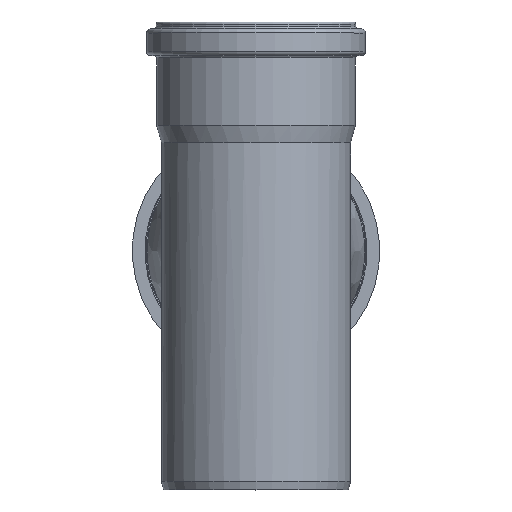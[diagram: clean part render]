
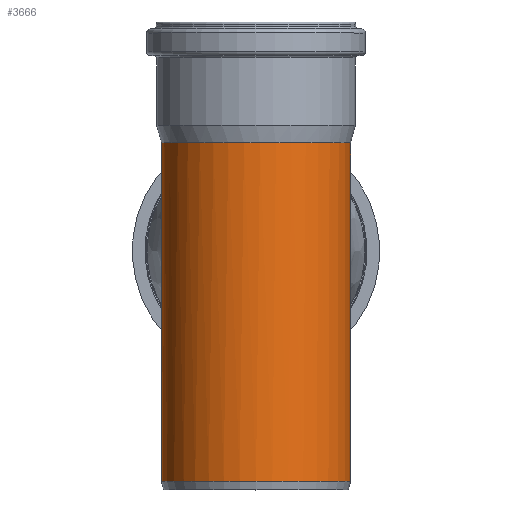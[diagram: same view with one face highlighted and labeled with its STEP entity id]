
A CAD part, top view. The second image highlights one B-rep face of the part: STEP entity #3666.
In plain terms, the highlighted cylindrical face has radius 45.1 mm (diameter 90.2 mm), a full revolution.
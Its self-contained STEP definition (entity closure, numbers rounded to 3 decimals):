
#622=B_SPLINE_CURVE_WITH_KNOTS('',3,(#5450,#5451,#5452,#5453,#5454,#5455),
 .UNSPECIFIED.,.F.,.F.,(4,1,1,4),(-32.748,-31.512,-30.688,
-29.863),.UNSPECIFIED.);
#628=B_SPLINE_CURVE_WITH_KNOTS('',3,(#5528,#5529,#5530,#5531),
 .UNSPECIFIED.,.F.,.F.,(4,4),(-31.725,-31.61),
 .UNSPECIFIED.);
#635=B_SPLINE_CURVE_WITH_KNOTS('',3,(#5622,#5623,#5624,#5625),
 .UNSPECIFIED.,.F.,.F.,(4,4),(-31.001,-30.887),
 .UNSPECIFIED.);
#639=B_SPLINE_CURVE_WITH_KNOTS('',3,(#5691,#5692,#5693,#5694,#5695,#5696,
#5697,#5698,#5699,#5700,#5701,#5702),.UNSPECIFIED.,.F.,.F.,(4,2,2,2,2,4),
(1.305,1.31,1.322,1.34,1.381,
1.508),.UNSPECIFIED.);
#641=B_SPLINE_CURVE_WITH_KNOTS('',3,(#5709,#5710,#5711,#5712,#5713,#5714,
#5715,#5716,#5717,#5718,#5719,#5720),.UNSPECIFIED.,.F.,.F.,(4,2,2,2,2,4),
(0.,0.038,0.051,0.057,0.06,
0.061),.UNSPECIFIED.);
#644=B_SPLINE_CURVE_WITH_KNOTS('',3,(#5847,#5848,#5849,#5850,#5851,#5852,
#5853,#5854,#5855,#5856,#5857,#5858,#5859,#5860,#5861,#5862,#5863,#5864,
#5865),.UNSPECIFIED.,.F.,.F.,(4,1,1,1,1,1,1,1,1,1,1,1,1,1,1,1,4),(-16.377,
-15.282,-14.188,-11.998,-10.539,
-10.174,-9.809,-9.444,-9.079,
-8.714,-8.349,-7.62,-6.525,
-5.43,-3.241,-2.146,-1.052),
 .UNSPECIFIED.);
#646=B_SPLINE_CURVE_WITH_KNOTS('',3,(#5976,#5977,#5978,#5979,#5980,#5981,
#5982,#5983,#5984,#5985,#5986,#5987,#5988,#5989,#5990,#5991,#5992,#5993,
#5994,#5995),.UNSPECIFIED.,.F.,.F.,(4,1,1,1,1,1,1,1,1,1,1,1,1,1,1,1,1,4),
(-15.889,-14.794,-13.699,-11.51,
-10.415,-9.32,-8.956,-8.591,
-8.226,-7.861,-7.496,-7.131,-6.401,
-5.672,-4.942,-2.752,-1.658,
-0.563),.UNSPECIFIED.);
#686=CYLINDRICAL_SURFACE('',#3901,45.1);
#869=FACE_BOUND('',#1172,.T.);
#935=FACE_OUTER_BOUND('',#1171,.T.);
#1171=EDGE_LOOP('',(#2617,#2618,#2619,#2620,#2621,#2622,#2623,#2624));
#1172=EDGE_LOOP('',(#2625));
#1419=CIRCLE('',#3881,45.1);
#1429=CIRCLE('',#3902,45.1);
#1615=VERTEX_POINT('',#5448);
#1616=VERTEX_POINT('',#5449);
#1621=VERTEX_POINT('',#5526);
#1622=VERTEX_POINT('',#5527);
#1628=VERTEX_POINT('',#5601);
#1629=VERTEX_POINT('',#5621);
#1631=VERTEX_POINT('',#5683);
#1632=VERTEX_POINT('',#5684);
#1647=VERTEX_POINT('',#6157);
#1997=EDGE_CURVE('',#1615,#1616,#622,.T.);
#2003=EDGE_CURVE('',#1621,#1622,#628,.T.);
#2010=EDGE_CURVE('',#1628,#1629,#635,.T.);
#2014=EDGE_CURVE('',#1628,#1632,#639,.T.);
#2016=EDGE_CURVE('',#1631,#1622,#641,.T.);
#2019=EDGE_CURVE('',#1629,#1615,#644,.T.);
#2021=EDGE_CURVE('',#1616,#1621,#646,.T.);
#2027=EDGE_CURVE('',#1632,#1631,#1419,.T.);
#2038=EDGE_CURVE('',#1647,#1647,#1429,.T.);
#2617=ORIENTED_EDGE('',*,*,#2014,.T.);
#2618=ORIENTED_EDGE('',*,*,#2027,.T.);
#2619=ORIENTED_EDGE('',*,*,#2016,.T.);
#2620=ORIENTED_EDGE('',*,*,#2003,.F.);
#2621=ORIENTED_EDGE('',*,*,#2021,.F.);
#2622=ORIENTED_EDGE('',*,*,#1997,.F.);
#2623=ORIENTED_EDGE('',*,*,#2019,.F.);
#2624=ORIENTED_EDGE('',*,*,#2010,.F.);
#2625=ORIENTED_EDGE('',*,*,#2038,.F.);
#3666=ADVANCED_FACE('',(#935,#869),#686,.T.);
#3881=AXIS2_PLACEMENT_3D('',#6045,#4314,#4315);
#3901=AXIS2_PLACEMENT_3D('',#6156,#4354,#4355);
#3902=AXIS2_PLACEMENT_3D('',#6158,#4356,#4357);
#4314=DIRECTION('center_axis',(0.,-1.,0.));
#4315=DIRECTION('ref_axis',(1.,0.,0.));
#4354=DIRECTION('center_axis',(0.,-1.,0.));
#4355=DIRECTION('ref_axis',(1.,0.,0.));
#4356=DIRECTION('center_axis',(0.,-1.,0.));
#4357=DIRECTION('ref_axis',(1.,0.,0.));
#5448=CARTESIAN_POINT('',(13.728,63.013,-42.96));
#5449=CARTESIAN_POINT('',(-13.728,63.013,-42.96));
#5450=CARTESIAN_POINT('Ctrl Pts',(13.728,63.013,-42.96));
#5451=CARTESIAN_POINT('Ctrl Pts',(10.013,61.968,-44.147));
#5452=CARTESIAN_POINT('Ctrl Pts',(3.387,60.885,-45.36));
#5453=CARTESIAN_POINT('Ctrl Pts',(-6.074,61.269,-44.93));
#5454=CARTESIAN_POINT('Ctrl Pts',(-11.251,62.316,-43.751));
#5455=CARTESIAN_POINT('Ctrl Pts',(-13.728,63.013,-42.96));
#5526=CARTESIAN_POINT('',(-13.728,164.987,-42.96));
#5527=CARTESIAN_POINT('',(-12.689,165.268,-43.278));
#5528=CARTESIAN_POINT('Ctrl Pts',(-13.728,164.987,-42.96));
#5529=CARTESIAN_POINT('Ctrl Pts',(-13.384,165.084,-43.07));
#5530=CARTESIAN_POINT('Ctrl Pts',(-13.038,165.178,-43.176));
#5531=CARTESIAN_POINT('Ctrl Pts',(-12.689,165.268,-43.278));
#5601=CARTESIAN_POINT('',(12.689,165.268,-43.278));
#5621=CARTESIAN_POINT('',(13.728,164.987,-42.96));
#5622=CARTESIAN_POINT('Ctrl Pts',(12.689,165.268,-43.278));
#5623=CARTESIAN_POINT('Ctrl Pts',(13.038,165.178,-43.176));
#5624=CARTESIAN_POINT('Ctrl Pts',(13.384,165.084,-43.07));
#5625=CARTESIAN_POINT('Ctrl Pts',(13.728,164.987,-42.96));
#5683=CARTESIAN_POINT('',(-13.209,165.392,-43.122));
#5684=CARTESIAN_POINT('',(13.209,165.392,-43.122));
#5691=CARTESIAN_POINT('Ctrl Pts',(12.689,165.268,-43.278));
#5692=CARTESIAN_POINT('Ctrl Pts',(12.69,165.272,-43.278));
#5693=CARTESIAN_POINT('Ctrl Pts',(12.692,165.276,-43.277));
#5694=CARTESIAN_POINT('Ctrl Pts',(12.697,165.288,-43.276));
#5695=CARTESIAN_POINT('Ctrl Pts',(12.703,165.296,-43.274));
#5696=CARTESIAN_POINT('Ctrl Pts',(12.719,165.313,-43.269));
#5697=CARTESIAN_POINT('Ctrl Pts',(12.731,165.321,-43.266));
#5698=CARTESIAN_POINT('Ctrl Pts',(12.771,165.343,-43.254));
#5699=CARTESIAN_POINT('Ctrl Pts',(12.805,165.353,-43.244));
#5700=CARTESIAN_POINT('Ctrl Pts',(12.944,165.386,-43.203));
#5701=CARTESIAN_POINT('Ctrl Pts',(13.088,165.392,-43.159));
#5702=CARTESIAN_POINT('Ctrl Pts',(13.209,165.392,-43.122));
#5709=CARTESIAN_POINT('Ctrl Pts',(-13.209,165.392,-43.122));
#5710=CARTESIAN_POINT('Ctrl Pts',(-13.088,165.392,-43.159));
#5711=CARTESIAN_POINT('Ctrl Pts',(-12.945,165.386,-43.202));
#5712=CARTESIAN_POINT('Ctrl Pts',(-12.802,165.353,-43.245));
#5713=CARTESIAN_POINT('Ctrl Pts',(-12.765,165.341,-43.256));
#5714=CARTESIAN_POINT('Ctrl Pts',(-12.724,165.316,-43.268));
#5715=CARTESIAN_POINT('Ctrl Pts',(-12.712,165.307,-43.271));
#5716=CARTESIAN_POINT('Ctrl Pts',(-12.698,165.289,-43.276));
#5717=CARTESIAN_POINT('Ctrl Pts',(-12.693,165.281,-43.277));
#5718=CARTESIAN_POINT('Ctrl Pts',(-12.69,165.27,-43.278));
#5719=CARTESIAN_POINT('Ctrl Pts',(-12.69,165.269,-43.278));
#5720=CARTESIAN_POINT('Ctrl Pts',(-12.689,165.268,-43.278));
#5847=CARTESIAN_POINT('Ctrl Pts',(13.728,164.987,-42.96));
#5848=CARTESIAN_POINT('Ctrl Pts',(16.97,163.882,-41.924));
#5849=CARTESIAN_POINT('Ctrl Pts',(22.988,160.962,-39.192));
#5850=CARTESIAN_POINT('Ctrl Pts',(32.774,153.157,-31.939));
#5851=CARTESIAN_POINT('Ctrl Pts',(39.835,142.722,-22.394));
#5852=CARTESIAN_POINT('Ctrl Pts',(43.009,132.927,-14.007));
#5853=CARTESIAN_POINT('Ctrl Pts',(44.057,127.18,-9.719));
#5854=CARTESIAN_POINT('Ctrl Pts',(44.45,124.188,-7.714));
#5855=CARTESIAN_POINT('Ctrl Pts',(44.718,121.032,-5.931));
#5856=CARTESIAN_POINT('Ctrl Pts',(44.871,117.644,-4.58));
#5857=CARTESIAN_POINT('Ctrl Pts',(44.919,114.003,-4.021));
#5858=CARTESIAN_POINT('Ctrl Pts',(44.854,109.134,-4.771));
#5859=CARTESIAN_POINT('Ctrl Pts',(44.445,102.659,-8.207));
#5860=CARTESIAN_POINT('Ctrl Pts',(43.06,95.07,-14.026));
#5861=CARTESIAN_POINT('Ctrl Pts',(39.292,84.467,-23.118));
#5862=CARTESIAN_POINT('Ctrl Pts',(32.774,74.846,-31.946));
#5863=CARTESIAN_POINT('Ctrl Pts',(22.987,67.036,-39.19));
#5864=CARTESIAN_POINT('Ctrl Pts',(16.969,64.118,-41.924));
#5865=CARTESIAN_POINT('Ctrl Pts',(13.728,63.013,-42.96));
#5976=CARTESIAN_POINT('Ctrl Pts',(-13.728,63.013,-42.96));
#5977=CARTESIAN_POINT('Ctrl Pts',(-16.969,64.118,-41.924));
#5978=CARTESIAN_POINT('Ctrl Pts',(-22.987,67.036,-39.188));
#5979=CARTESIAN_POINT('Ctrl Pts',(-32.774,74.844,-31.949));
#5980=CARTESIAN_POINT('Ctrl Pts',(-39.292,84.471,-23.11));
#5981=CARTESIAN_POINT('Ctrl Pts',(-43.06,95.065,-14.034));
#5982=CARTESIAN_POINT('Ctrl Pts',(-44.272,101.718,-8.916));
#5983=CARTESIAN_POINT('Ctrl Pts',(-44.718,106.967,-5.93));
#5984=CARTESIAN_POINT('Ctrl Pts',(-44.871,110.357,-4.58));
#5985=CARTESIAN_POINT('Ctrl Pts',(-44.919,114.,-4.024));
#5986=CARTESIAN_POINT('Ctrl Pts',(-44.871,117.646,-4.576));
#5987=CARTESIAN_POINT('Ctrl Pts',(-44.718,121.032,-5.931));
#5988=CARTESIAN_POINT('Ctrl Pts',(-44.36,125.24,-8.31));
#5989=CARTESIAN_POINT('Ctrl Pts',(-43.602,130.093,-11.826));
#5990=CARTESIAN_POINT('Ctrl Pts',(-42.143,135.598,-16.304));
#5991=CARTESIAN_POINT('Ctrl Pts',(-38.749,144.328,-23.852));
#5992=CARTESIAN_POINT('Ctrl Pts',(-32.774,153.156,-31.946));
#5993=CARTESIAN_POINT('Ctrl Pts',(-22.988,160.963,-39.189));
#5994=CARTESIAN_POINT('Ctrl Pts',(-16.97,163.882,-41.924));
#5995=CARTESIAN_POINT('Ctrl Pts',(-13.728,164.987,-42.96));
#6045=CARTESIAN_POINT('Origin',(0.,165.392,0.));
#6156=CARTESIAN_POINT('Origin',(0.,84.696,0.));
#6157=CARTESIAN_POINT('',(45.1,4.,0.));
#6158=CARTESIAN_POINT('Origin',(0.,4.,0.));
